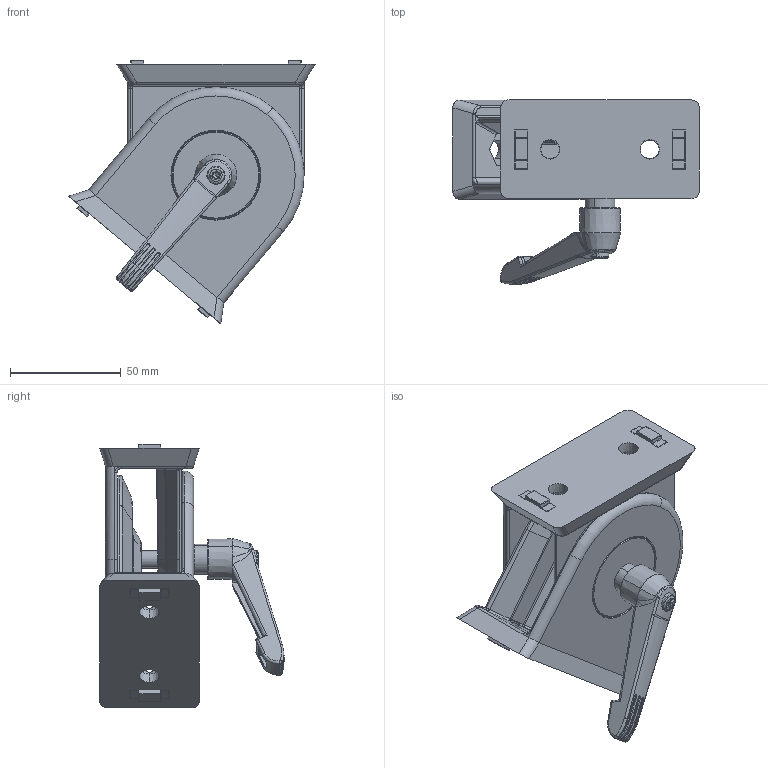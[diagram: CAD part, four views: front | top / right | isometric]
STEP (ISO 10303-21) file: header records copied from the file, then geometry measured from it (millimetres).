
FILE_DESCRIPTION (( 'STEP AP214' ), '1' );
FILE_NAME ('093gaf4590an.STEP', '2010-08-25T11:55:23', ( '' ), ( '' ), 'SwSTEP 2.0', 'SolidWorks 2010', '' );
FILE_SCHEMA (( 'AUTOMOTIVE_DESIGN' ));
Length unit declared in the file: millimetre
Products named in the file (10): 093gr14_093 g 40.05; 093gaf4590an; 093gr02_093 g r04; 093gr02_093 g r02; 093g4080r01_093 g 4590 r02; 12843f06k_12865 m08 35 k; 4din7991m0816e_4din7991m0816e; 093gr01_093 g r01; griff-1-m8; zahnring-1_M8x35
Assembly tree (14 placements, depth 3):
  093gaf4590an
    093gr01_093 g r01  x2
    4din7991m0816e_4din7991m0816e
    093gr02_093 g r02
    093g4080r01_093 g 4590 r02  x2
    093gr14_093 g 40.05  x4
    12843f06k_12865 m08 35 k
      griff-1-m8
      zahnring-1_M8x35
    093gr02_093 g r04
Bounding box: 111.26 x 83.16 x 119 mm (x, y, z)
Volume: 200048.7 mm3; surface area: 88194.1 mm2
Topology: 13 solids, 14 shells, 1125 faces, 2596 edges, 1511 vertices
Faces by surface type: cylinder 362, plane 300, bspline 171, torus 121, cone 99, sphere 72
Entity records: 28992 total; most frequent: CARTESIAN_POINT 14099, ORIENTED_EDGE 3114, DIRECTION 2940, EDGE_CURVE 1557, AXIS2_PLACEMENT_3D 1212, VERTEX_POINT 934, EDGE_LOOP 701, ADVANCED_FACE 663
